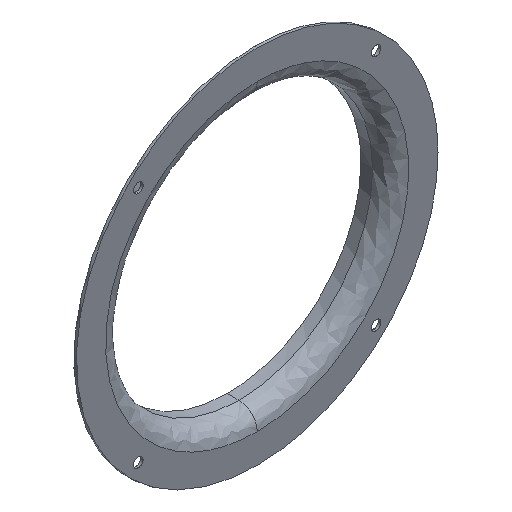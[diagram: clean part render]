
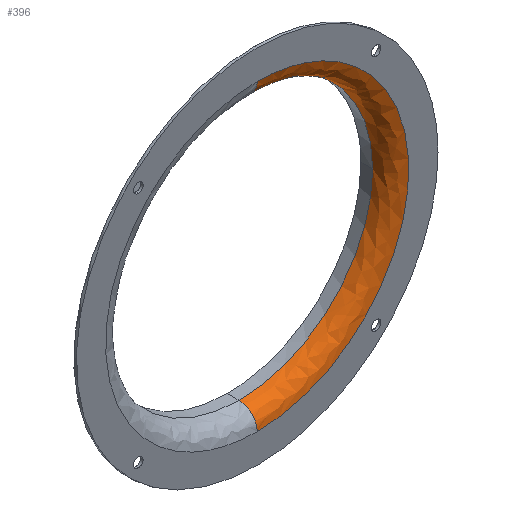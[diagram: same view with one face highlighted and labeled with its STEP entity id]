
A CAD part, isometric view. The second image highlights one B-rep face of the part: STEP entity #396.
In plain terms, the highlighted free-form (B-spline) face has degree [3, 3] with [4, 4] control points.
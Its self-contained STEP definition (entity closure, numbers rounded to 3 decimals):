
#56 = CARTESIAN_POINT ( 'NONE',  ( 0., 0., 71.25 ) ) ;
#58 = CARTESIAN_POINT ( 'NONE',  ( 132.639, -0.537, -66.32 ) ) ;
#112 = ORIENTED_EDGE ( 'NONE', *, *, #1089, .T. ) ;
#128 = CARTESIAN_POINT ( 'NONE',  ( 0., 0., -71.25 ) ) ;
#179 = EDGE_CURVE ( 'NONE', #738, #454, #446, .T. ) ;
#185 = EDGE_CURVE ( 'NONE', #454, #889, #917, .T. ) ;
#228 = CARTESIAN_POINT ( 'NONE',  ( 0., 0., 71.25 ) ) ;
#268 = CARTESIAN_POINT ( 'NONE',  ( 0., 8.5, 62.75 ) ) ;
#270 = CARTESIAN_POINT ( 'NONE',  ( 0., 0.042, 72.099 ) ) ;
#312 = CARTESIAN_POINT ( 'NONE',  ( 0., 0., 71.25 ) ) ;
#320 = VERTEX_POINT ( 'NONE', #1079 ) ;
#323 = CARTESIAN_POINT ( 'NONE',  ( 0., 3.57, -62.213 ) ) ;
#327 = CARTESIAN_POINT ( 'NONE',  ( 0., 3.57, 62.213 ) ) ;
#331 = CARTESIAN_POINT ( 'NONE',  ( 125.585, 9.349, 62.792 ) ) ;
#352 = ORIENTED_EDGE ( 'NONE', *, *, #179, .T. ) ;
#396 = ADVANCED_FACE ( 'NONE', ( #480 ), #564, .T. ) ;
#398 = CARTESIAN_POINT ( 'NONE',  ( 0., 0., 66.271 ) ) ;
#408 = VERTEX_POINT ( 'NONE', #56 ) ;
#412 = CARTESIAN_POINT ( 'NONE',  ( 0., 8.5, -62.75 ) ) ;
#436 = CARTESIAN_POINT ( 'NONE',  ( 0., 8.5, -62.75 ) ) ;
#446 = CIRCLE ( 'NONE', #1033, 62.75 ) ;
#452 = CARTESIAN_POINT ( 'NONE',  ( 132.639, -0.537, 66.32 ) ) ;
#454 = VERTEX_POINT ( 'NONE', #967 ) ;
#480 = FACE_OUTER_BOUND ( 'NONE', #724, .T. ) ;
#491 = CARTESIAN_POINT ( 'NONE',  ( 142.5, 0., -71.25 ) ) ;
#492 = EDGE_CURVE ( 'NONE', #889, #320, #1098, .T. ) ;
#498 = CARTESIAN_POINT ( 'NONE',  ( 142.5, 0., 71.25 ) ) ;
#542 = DIRECTION ( 'NONE',  ( 0., 0., 1. ) ) ;
#549 = CARTESIAN_POINT ( 'NONE',  ( 144.197, 0.042, -72.099 ) ) ;
#564 =( BOUNDED_SURFACE ( )  B_SPLINE_SURFACE ( 3, 3, ( 
 ( #270, #906, #549, #727 ),
 ( #993, #452, #58, #783 ),
 ( #327, #687, #881, #323 ),
 ( #692, #331, #879, #789 ) ),
 .UNSPECIFIED., .F., .F., .T. ) 
 B_SPLINE_SURFACE_WITH_KNOTS ( ( 4, 4 ),
 ( 4, 4 ),
 ( 0., 1. ),
 ( 0., 1. ),
 .UNSPECIFIED. ) 
 GEOMETRIC_REPRESENTATION_ITEM ( )  RATIONAL_B_SPLINE_SURFACE ( (
 ( 1., 0.333, 0.333, 1.),
 ( 0.755, 0.252, 0.252, 0.755),
 ( 0.755, 0.252, 0.252, 0.755),
 ( 1., 0.333, 0.333, 1.) ) ) 
 REPRESENTATION_ITEM ( '' )  SURFACE ( )  );
#593 = CARTESIAN_POINT ( 'NONE',  ( 0., 3.521, 62.75 ) ) ;
#606 = CARTESIAN_POINT ( 'NONE',  ( 0., 3.521, -62.75 ) ) ;
#632 = CARTESIAN_POINT ( 'NONE',  ( 0., 8.5, 0. ) ) ;
#687 = CARTESIAN_POINT ( 'NONE',  ( 124.425, 3.57, 62.213 ) ) ;
#692 = CARTESIAN_POINT ( 'NONE',  ( 0., 9.349, 62.792 ) ) ;
#721 = DIRECTION ( 'NONE',  ( 0., 0., 1. ) ) ;
#724 = EDGE_LOOP ( 'NONE', ( #112, #989, #352, #781, #1119 ) ) ;
#727 = CARTESIAN_POINT ( 'NONE',  ( 0., 0.042, -72.099 ) ) ;
#738 = VERTEX_POINT ( 'NONE', #268 ) ;
#770 = CARTESIAN_POINT ( 'NONE',  ( 0., 8.5, 62.75 ) ) ;
#781 = ORIENTED_EDGE ( 'NONE', *, *, #185, .T. ) ;
#782 =( BOUNDED_CURVE ( )  B_SPLINE_CURVE ( 3, ( #228, #398, #593, #770 ),
 .UNSPECIFIED., .F., .F. ) 
 B_SPLINE_CURVE_WITH_KNOTS ( ( 4, 4 ),
 ( 0., 1.571 ),
 .UNSPECIFIED. ) 
 CURVE ( )  GEOMETRIC_REPRESENTATION_ITEM ( )  RATIONAL_B_SPLINE_CURVE ( ( 0.957, 0.77, 0.77, 0.957 ) ) 
 REPRESENTATION_ITEM ( '' )  );
#783 = CARTESIAN_POINT ( 'NONE',  ( 0., -0.537, -66.32 ) ) ;
#789 = CARTESIAN_POINT ( 'NONE',  ( 0., 9.349, -62.792 ) ) ;
#879 = CARTESIAN_POINT ( 'NONE',  ( 125.585, 9.349, -62.792 ) ) ;
#881 = CARTESIAN_POINT ( 'NONE',  ( 124.425, 3.57, -62.213 ) ) ;
#889 = VERTEX_POINT ( 'NONE', #436 ) ;
#906 = CARTESIAN_POINT ( 'NONE',  ( 144.197, 0.042, 72.099 ) ) ;
#917 = CIRCLE ( 'NONE', #1142, 62.75 ) ;
#967 = CARTESIAN_POINT ( 'NONE',  ( 62.75, 8.5, 0. ) ) ;
#974 =( BOUNDED_CURVE ( )  B_SPLINE_CURVE ( 3, ( #128, #491, #498, #312 ),
 .UNSPECIFIED., .F., .T. ) 
 B_SPLINE_CURVE_WITH_KNOTS ( ( 4, 4 ),
 ( 0., 3.142 ),
 .UNSPECIFIED. ) 
 CURVE ( )  GEOMETRIC_REPRESENTATION_ITEM ( )  RATIONAL_B_SPLINE_CURVE ( ( 0.957, 0.319, 0.319, 0.957 ) ) 
 REPRESENTATION_ITEM ( '' )  );
#986 = DIRECTION ( 'NONE',  ( 0., 1., 0. ) ) ;
#989 = ORIENTED_EDGE ( 'NONE', *, *, #1105, .T. ) ;
#993 = CARTESIAN_POINT ( 'NONE',  ( 0., -0.537, 66.32 ) ) ;
#1033 = AXIS2_PLACEMENT_3D ( 'NONE', #632, #986, #542 ) ;
#1048 = CARTESIAN_POINT ( 'NONE',  ( 0., 0., -66.271 ) ) ;
#1077 = CARTESIAN_POINT ( 'NONE',  ( 0., 8.5, 0. ) ) ;
#1079 = CARTESIAN_POINT ( 'NONE',  ( 0., 0., -71.25 ) ) ;
#1089 = EDGE_CURVE ( 'NONE', #320, #408, #974, .T. ) ;
#1098 =( BOUNDED_CURVE ( )  B_SPLINE_CURVE ( 3, ( #412, #606, #1048, #1137 ),
 .UNSPECIFIED., .F., .T. ) 
 B_SPLINE_CURVE_WITH_KNOTS ( ( 4, 4 ),
 ( 0., 1.571 ),
 .UNSPECIFIED. ) 
 CURVE ( )  GEOMETRIC_REPRESENTATION_ITEM ( )  RATIONAL_B_SPLINE_CURVE ( ( 0.957, 0.77, 0.77, 0.957 ) ) 
 REPRESENTATION_ITEM ( '' )  );
#1105 = EDGE_CURVE ( 'NONE', #408, #738, #782, .T. ) ;
#1119 = ORIENTED_EDGE ( 'NONE', *, *, #492, .T. ) ;
#1137 = CARTESIAN_POINT ( 'NONE',  ( 0., 0., -71.25 ) ) ;
#1142 = AXIS2_PLACEMENT_3D ( 'NONE', #1077, #1164, #721 ) ;
#1164 = DIRECTION ( 'NONE',  ( 0., 1., 0. ) ) ;
